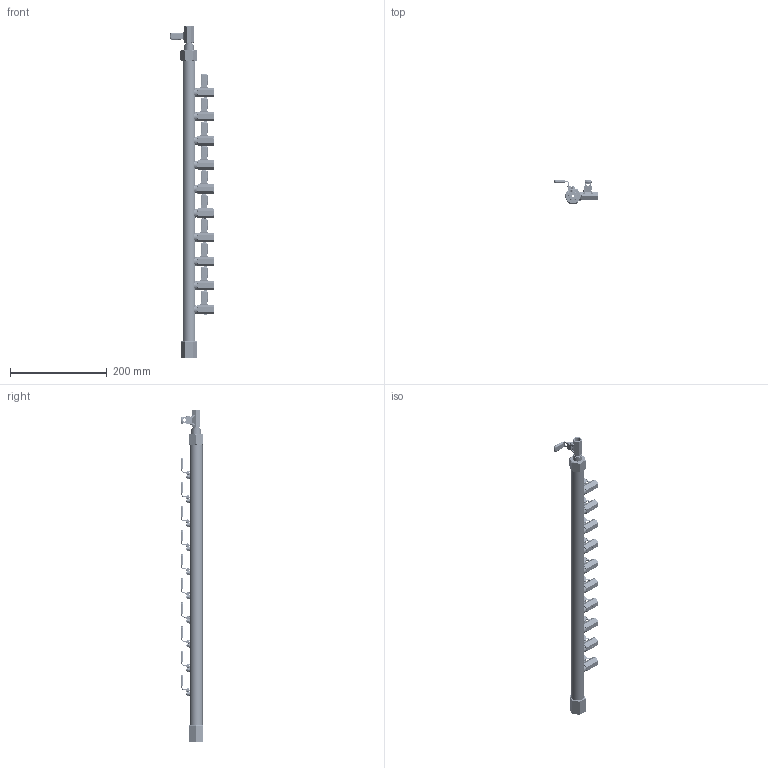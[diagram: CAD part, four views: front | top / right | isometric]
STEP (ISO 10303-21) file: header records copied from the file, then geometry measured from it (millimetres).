
FILE_DESCRIPTION (( 'STEP AP214' ), '1' );
FILE_NAME ('AH34RP10SL-14RVSR 10 Way RH Single Sided Manifold - Venting.STEP', '2024-10-28T20:14:38', ( '' ), ( '' ), 'SwSTEP 2.0', 'SolidWorks 2022', '' );
FILE_SCHEMA (( 'AUTOMOTIVE_DESIGN' ));
Length unit declared in the file: millimetre
Products named in the file (19): D1T-HL Valve Body; D1T-HL red sleeve_D1T-HL Closed; 5mm Nylon Washer; Manifold Adaptor; AH34RP10SL-14RVSR AH34 Series RH 10 Way Single Sided Manifold; Lever; BACK_P; m5 Nut; 3-4 BSPT Coupler; D1T-HL Handle Cover; D1T-HL Valve Body_Venting; 5mm SS Lock Washer; SLIDE_LOCK; White letter colouring block; STEM; AH34RP10SL-14RVSR 10 Way RH Single Sided Manifold - Venting; 5mm SS Washer; F-CAP; D1T-HL red sleeve_Venting Iso
Assembly tree (40 placements, depth 3):
  AH34RP10SL-14RVSR 10 Way RH Single Sided Manifold - Venting
    AH34RP10SL-14RVSR AH34 Series RH 10 Way Single Sided Manifold
    Manifold Adaptor
    D1T-HL red sleeve_D1T-HL Closed
      D1T-HL Valve Body
      STEM
      BACK_P
      F-CAP
      SLIDE_LOCK
      Lever
      5mm Nylon Washer
      5mm SS Washer  x2
      5mm SS Lock Washer
      m5 Nut
      D1T-HL Handle Cover
      White letter colouring block
    D1T-HL red sleeve_Venting Iso  x10
      D1T-HL Valve Body_Venting
      STEM
      BACK_P
      F-CAP
      SLIDE_LOCK
      Lever
      5mm Nylon Washer
      5mm SS Washer
      5mm SS Lock Washer
      m5 Nut
      D1T-HL Handle Cover
      White letter colouring block
    3-4 BSPT Coupler
Bounding box: 91.8 x 47.35 x 688 mm (x, y, z)
Volume: 310763.5 mm3; surface area: 234222.8 mm2
Topology: 179 solids, 179 shells, 6137 faces, 15593 edges, 10008 vertices
Faces by surface type: plane 2765, cylinder 1593, bspline 1021, torus 572, cone 186
Entity records: 52706 total; most frequent: CARTESIAN_POINT 25681, ORIENTED_EDGE 5154, DIRECTION 4107, EDGE_CURVE 2577, VERTEX_POINT 1648, AXIS2_PLACEMENT_3D 1429, VECTOR 1249, LINE 1249
